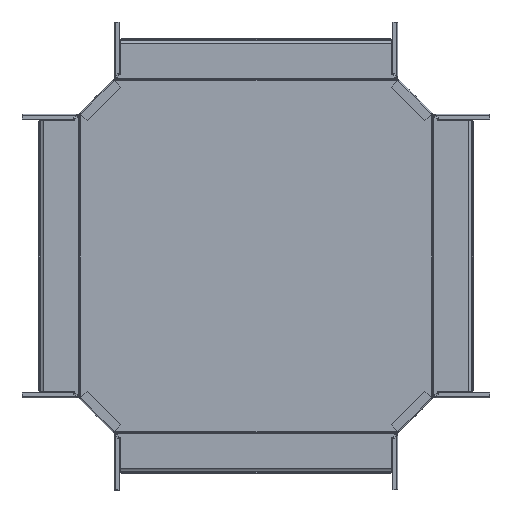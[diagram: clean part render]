
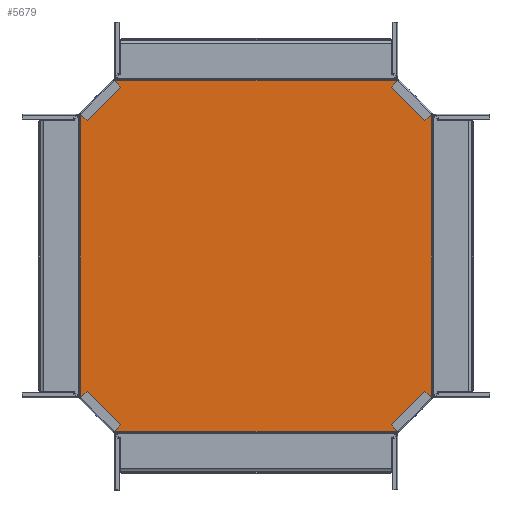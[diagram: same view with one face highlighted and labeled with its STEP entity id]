
A CAD part, front view. The second image highlights one B-rep face of the part: STEP entity #5679.
In plain terms, the highlighted planar face has unit normal (0, -1, 0).
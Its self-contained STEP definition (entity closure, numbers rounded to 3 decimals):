
#30 = CARTESIAN_POINT ( 'NONE',  ( 245.719, -1., 197.604 ) ) ;
#72 = CARTESIAN_POINT ( 'NONE',  ( -189.75, -1., 253.573 ) ) ;
#85 = EDGE_CURVE ( 'NONE', #4007, #2906, #3486, .T. ) ;
#107 = DIRECTION ( 'NONE',  ( -0.707, 0., -0.707 ) ) ;
#194 = EDGE_LOOP ( 'NONE', ( #5199, #6285, #1569, #3653, #3594, #4563, #3791, #5018 ) ) ;
#476 = VECTOR ( 'NONE', #1609, 1000. ) ;
#538 = LINE ( 'NONE', #2585, #5935 ) ;
#634 = EDGE_CURVE ( 'NONE', #4478, #3196, #5274, .T. ) ;
#786 = VECTOR ( 'NONE', #107, 1000. ) ;
#1061 = CARTESIAN_POINT ( 'NONE',  ( -197.604, -1., 245.719 ) ) ;
#1165 = CARTESIAN_POINT ( 'NONE',  ( -245.719, -1., 197.604 ) ) ;
#1248 = LINE ( 'NONE', #5651, #476 ) ;
#1467 = DIRECTION ( 'NONE',  ( -0.707, 0., 0.707 ) ) ;
#1491 = VECTOR ( 'NONE', #5384, 1000. ) ;
#1517 = LINE ( 'NONE', #72, #786 ) ;
#1569 = ORIENTED_EDGE ( 'NONE', *, *, #2475, .T. ) ;
#1609 = DIRECTION ( 'NONE',  ( 0., 0., -1. ) ) ;
#1653 = EDGE_CURVE ( 'NONE', #4073, #4729, #1248, .T. ) ;
#1677 = CARTESIAN_POINT ( 'NONE',  ( -197.604, -1., -245.719 ) ) ;
#1906 = DIRECTION ( 'NONE',  ( 0.707, 0., -0.707 ) ) ;
#2002 = EDGE_CURVE ( 'NONE', #4007, #2982, #2760, .T. ) ;
#2078 = CARTESIAN_POINT ( 'NONE',  ( 245.719, -1., -197.604 ) ) ;
#2099 = CARTESIAN_POINT ( 'NONE',  ( 0., -1., 0. ) ) ;
#2458 = EDGE_CURVE ( 'NONE', #3196, #2906, #2886, .T. ) ;
#2475 = EDGE_CURVE ( 'NONE', #2539, #4073, #1517, .T. ) ;
#2539 = VERTEX_POINT ( 'NONE', #1061 ) ;
#2555 = VECTOR ( 'NONE', #5002, 1000. ) ;
#2573 = DIRECTION ( 'NONE',  ( -1., 0., 0. ) ) ;
#2585 = CARTESIAN_POINT ( 'NONE',  ( -189.75, -1., -253.573 ) ) ;
#2603 = LINE ( 'NONE', #3539, #3101 ) ;
#2633 = AXIS2_PLACEMENT_3D ( 'NONE', #2099, #4078, #6038 ) ;
#2727 = DIRECTION ( 'NONE',  ( -1., 0., 0. ) ) ;
#2760 = LINE ( 'NONE', #6245, #5369 ) ;
#2886 = LINE ( 'NONE', #5849, #1491 ) ;
#2906 = VERTEX_POINT ( 'NONE', #2078 ) ;
#2937 = CARTESIAN_POINT ( 'NONE',  ( 189.75, -1., -253.573 ) ) ;
#2982 = VERTEX_POINT ( 'NONE', #1677 ) ;
#3101 = VECTOR ( 'NONE', #2573, 1000. ) ;
#3196 = VERTEX_POINT ( 'NONE', #30 ) ;
#3338 = CARTESIAN_POINT ( 'NONE',  ( 197.604, -1., -245.719 ) ) ;
#3486 = LINE ( 'NONE', #2937, #2555 ) ;
#3539 = CARTESIAN_POINT ( 'NONE',  ( 0., -1., 245.719 ) ) ;
#3594 = ORIENTED_EDGE ( 'NONE', *, *, #5677, .F. ) ;
#3653 = ORIENTED_EDGE ( 'NONE', *, *, #1653, .T. ) ;
#3791 = ORIENTED_EDGE ( 'NONE', *, *, #85, .T. ) ;
#3815 = CARTESIAN_POINT ( 'NONE',  ( 189.75, -1., 253.573 ) ) ;
#4007 = VERTEX_POINT ( 'NONE', #3338 ) ;
#4073 = VERTEX_POINT ( 'NONE', #1165 ) ;
#4078 = DIRECTION ( 'NONE',  ( 0., -1., 0. ) ) ;
#4478 = VERTEX_POINT ( 'NONE', #5174 ) ;
#4563 = ORIENTED_EDGE ( 'NONE', *, *, #2002, .F. ) ;
#4568 = FACE_OUTER_BOUND ( 'NONE', #194, .T. ) ;
#4729 = VERTEX_POINT ( 'NONE', #4766 ) ;
#4766 = CARTESIAN_POINT ( 'NONE',  ( -245.719, -1., -197.604 ) ) ;
#5002 = DIRECTION ( 'NONE',  ( 0.707, 0., 0.707 ) ) ;
#5018 = ORIENTED_EDGE ( 'NONE', *, *, #2458, .F. ) ;
#5174 = CARTESIAN_POINT ( 'NONE',  ( 197.604, -1., 245.719 ) ) ;
#5199 = ORIENTED_EDGE ( 'NONE', *, *, #634, .F. ) ;
#5274 = LINE ( 'NONE', #3815, #5352 ) ;
#5352 = VECTOR ( 'NONE', #1906, 1000. ) ;
#5369 = VECTOR ( 'NONE', #2727, 1000. ) ;
#5384 = DIRECTION ( 'NONE',  ( 0., 0., -1. ) ) ;
#5436 = PLANE ( 'NONE',  #2633 ) ;
#5651 = CARTESIAN_POINT ( 'NONE',  ( -245.719, -1., 0. ) ) ;
#5677 = EDGE_CURVE ( 'NONE', #2982, #4729, #538, .T. ) ;
#5679 = ADVANCED_FACE ( 'NONE', ( #4568 ), #5436, .T. ) ;
#5849 = CARTESIAN_POINT ( 'NONE',  ( 245.719, -1., 0. ) ) ;
#5935 = VECTOR ( 'NONE', #1467, 1000. ) ;
#6038 = DIRECTION ( 'NONE',  ( 0., 0., -1. ) ) ;
#6245 = CARTESIAN_POINT ( 'NONE',  ( 0., -1., -245.719 ) ) ;
#6285 = ORIENTED_EDGE ( 'NONE', *, *, #6398, .T. ) ;
#6398 = EDGE_CURVE ( 'NONE', #4478, #2539, #2603, .T. ) ;
